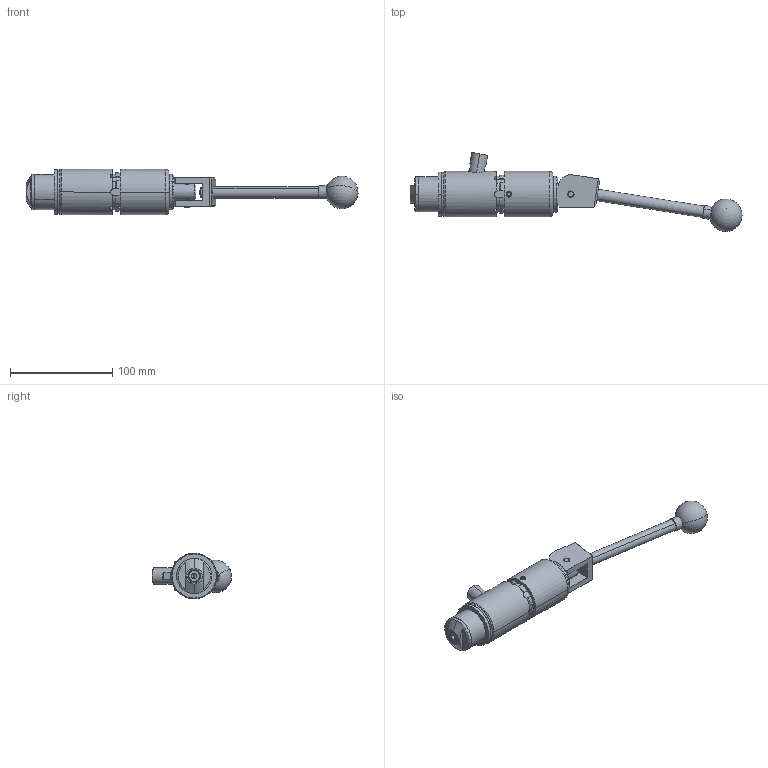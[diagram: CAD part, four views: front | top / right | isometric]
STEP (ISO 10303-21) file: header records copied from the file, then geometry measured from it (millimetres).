
FILE_DESCRIPTION (( 'STEP AP214' ), '1' );
FILE_NAME ('CTSC-003889.STEP', '2025-06-26T15:28:29', ( '' ), ( '' ), 'SwSTEP 2.0', 'SolidWorks 2023', '' );
FILE_SCHEMA (( 'AUTOMOTIVE_DESIGN' ));
Length unit declared in the file: inch
Products named in the file (1): CTSC-003889
Bounding box: 324.39 x 77.27 x 44.45 mm (x, y, z)
Volume: 245928.9 mm3; surface area: 56656.4 mm2
Topology: 10 solids, 11 shells, 322 faces, 793 edges, 505 vertices
Faces by surface type: cylinder 140, plane 114, cone 53, torus 10, bspline 3, sphere 2
Entity records: 15296 total; most frequent: CARTESIAN_POINT 3613, DIRECTION 1595, ORIENTED_EDGE 1568, EDGE_CURVE 784, AXIS2_PLACEMENT_3D 622, VERTEX_POINT 502, EDGE_LOOP 362, VECTOR 351
